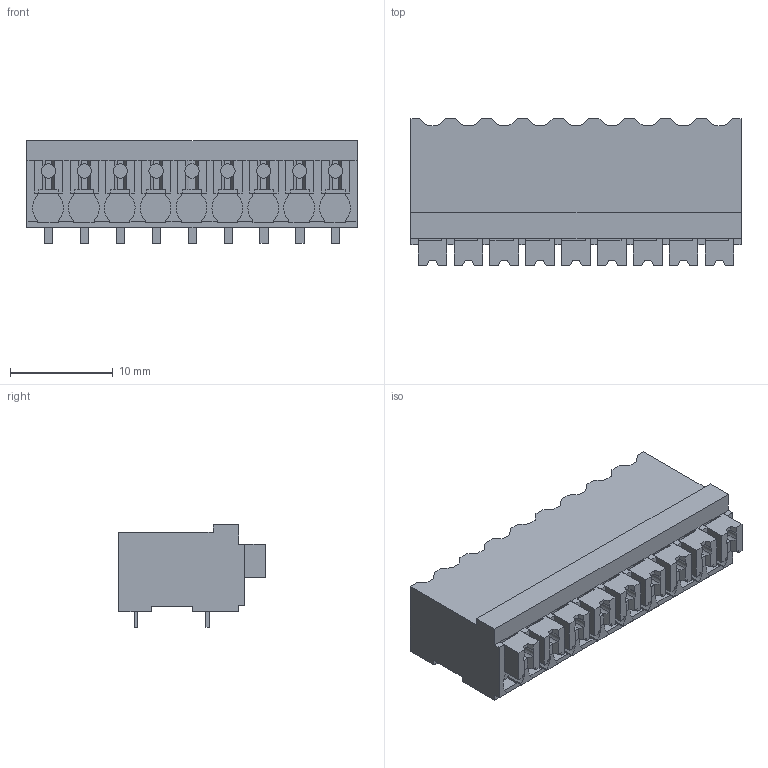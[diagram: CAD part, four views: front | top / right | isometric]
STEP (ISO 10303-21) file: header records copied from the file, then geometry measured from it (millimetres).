
FILE_DESCRIPTION(('CATIA V5 STEP Exchange','CAx-IF Rec.Pracs.--- Model Styling and Organization---1.2---2011-12-15'),'2;1');
FILE_NAME ('D1457955_0', '2018-03-15T04:29:20+00:00', ('none'), ('Weidmueller'), 'CATIA Version 5-6 Release 2014', 'CATIA V5 STEP AP214', 'none');
FILE_SCHEMA(('AUTOMOTIVE_DESIGN { 1 0 10303 214 1 1 1 1 }'));
Length unit declared in the file: millimetre
Products named in the file (1): 1871040000
Bounding box: 32.2 x 14.3 x 10 mm (x, y, z)
Volume: 2733.6 mm3; surface area: 2670.9 mm2
Topology: 28 solids, 28 shells, 700 faces, 1967 edges, 1314 vertices
Faces by surface type: plane 592, cylinder 108
Entity records: 20570 total; most frequent: CARTESIAN_POINT 3956, ORIENTED_EDGE 3934, DIRECTION 2595, EDGE_CURVE 1967, VECTOR 1742, LINE 1742, VERTEX_POINT 1314, EDGE_LOOP 709
